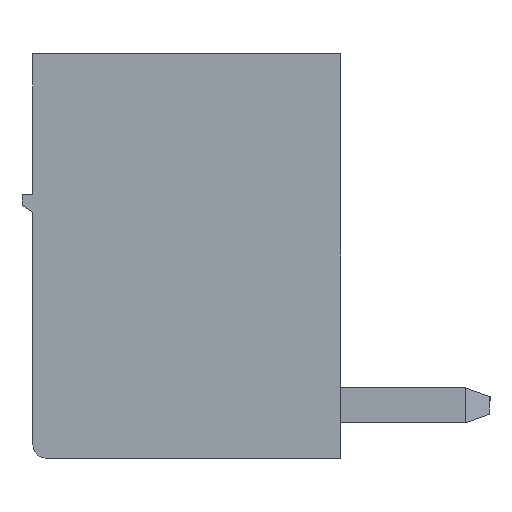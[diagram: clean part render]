
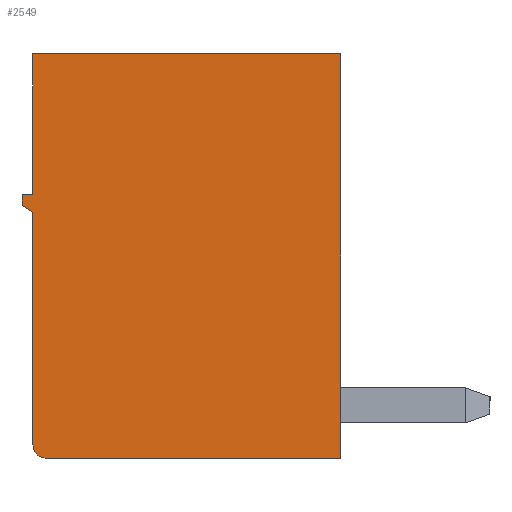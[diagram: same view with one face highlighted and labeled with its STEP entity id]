
A CAD part, left-side view. The second image highlights one B-rep face of the part: STEP entity #2549.
In plain terms, the highlighted planar face has unit normal (-1, 0, 0).
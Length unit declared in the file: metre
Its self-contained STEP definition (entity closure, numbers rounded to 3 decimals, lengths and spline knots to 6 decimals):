
#2549=ADVANCED_FACE('',(#5166),#5167,.T.);
#5166=FACE_OUTER_BOUND('',#7778,.T.);
#5167=PLANE('',#7779);
#7778=EDGE_LOOP('',(#15513,#15514,#15515,#15516,#15517,#15518,#15519,#15520,#15521));
#7779=AXIS2_PLACEMENT_3D('',#15522,#15523,#15524);
#15513=ORIENTED_EDGE('',*,*,#15738,.T.);
#15514=ORIENTED_EDGE('',*,*,#15734,.T.);
#15515=ORIENTED_EDGE('',*,*,#15730,.T.);
#15516=ORIENTED_EDGE('',*,*,#15726,.F.);
#15517=ORIENTED_EDGE('',*,*,#15742,.T.);
#15518=ORIENTED_EDGE('',*,*,#15746,.T.);
#15519=ORIENTED_EDGE('',*,*,#15763,.T.);
#15520=ORIENTED_EDGE('',*,*,#15949,.F.);
#15521=ORIENTED_EDGE('',*,*,#15976,.T.);
#15522=CARTESIAN_POINT('',(-1.087027,0.00436,0.000933));
#15523=DIRECTION('',(-1.0,0.0,0.0));
#15524=DIRECTION('',(0.0,0.0,1.0));
#15726=EDGE_CURVE('',#18858,#18854,#18860,.T.);
#15730=EDGE_CURVE('',#18863,#18854,#18866,.T.);
#15734=EDGE_CURVE('',#18869,#18863,#18872,.T.);
#15738=EDGE_CURVE('',#18875,#18869,#18878,.T.);
#15742=EDGE_CURVE('',#18858,#18882,#18884,.T.);
#15746=EDGE_CURVE('',#18882,#18888,#18890,.T.);
#15763=EDGE_CURVE('',#18888,#18919,#18921,.T.);
#15949=EDGE_CURVE('',#19265,#18919,#19267,.T.);
#15976=EDGE_CURVE('',#19265,#18875,#19308,.T.);
#18854=VERTEX_POINT('',#23435);
#18858=VERTEX_POINT('',#23441);
#18860=LINE('',#23444,#23445);
#18863=VERTEX_POINT('',#23448);
#18866=LINE('',#23453,#23454);
#18869=VERTEX_POINT('',#23457);
#18872=LINE('',#23462,#23463);
#18875=VERTEX_POINT('',#23466);
#18878=LINE('',#23471,#23472);
#18882=VERTEX_POINT('',#23477);
#18884=LINE('',#23480,#23481);
#18888=VERTEX_POINT('',#23485);
#18890=CIRCLE('',#23488,0.0003);
#18919=VERTEX_POINT('',#23531);
#18921=LINE('',#23534,#23535);
#19265=VERTEX_POINT('',#24051);
#19267=LINE('',#24054,#24055);
#19308=LINE('',#24113,#24114);
#23435=CARTESIAN_POINT('',(-1.087027,0.01111,-0.002517));
#23441=CARTESIAN_POINT('',(-1.087027,0.01086,-0.002667));
#23444=CARTESIAN_POINT('',(-1.087027,0.010852,-0.002672));
#23445=VECTOR('',#29783,1.0);
#23448=CARTESIAN_POINT('',(-1.087027,0.01111,-0.002267));
#23453=CARTESIAN_POINT('',(-1.087027,0.01111,-0.002267));
#23454=VECTOR('',#29786,1.0);
#23457=CARTESIAN_POINT('',(-1.087027,0.01086,-0.002267));
#23462=CARTESIAN_POINT('',(-1.087027,0.01061,-0.002267));
#23463=VECTOR('',#29789,1.0);
#23466=CARTESIAN_POINT('',(-1.087027,0.01086,0.000933));
#23471=CARTESIAN_POINT('',(-1.087027,0.01086,0.000933));
#23472=VECTOR('',#29792,1.0);
#23477=CARTESIAN_POINT('',(-1.087027,0.01086,-0.007967));
#23480=CARTESIAN_POINT('',(-1.087027,0.01086,0.000933));
#23481=VECTOR('',#29795,1.0);
#23485=CARTESIAN_POINT('',(-1.087027,0.01056,-0.008267));
#23488=AXIS2_PLACEMENT_3D('',#29800,#29801,#29802);
#23531=CARTESIAN_POINT('',(-1.087027,0.00386,-0.008267));
#23534=CARTESIAN_POINT('',(-1.087027,0.00436,-0.008267));
#23535=VECTOR('',#29818,1.0);
#24051=CARTESIAN_POINT('',(-1.087027,0.00386,0.000933));
#24054=CARTESIAN_POINT('',(-1.087027,0.00386,0.000933));
#24055=VECTOR('',#30025,1.0);
#24113=CARTESIAN_POINT('',(-1.087027,0.00436,0.000933));
#24114=VECTOR('',#30058,1.0);
#29783=DIRECTION('',(0.0,0.857,0.514));
#29786=DIRECTION('',(-0.0,-0.0,-1.0));
#29789=DIRECTION('',(0.0,1.0,-0.0));
#29792=DIRECTION('',(-0.0,-0.0,-1.0));
#29795=DIRECTION('',(-0.0,-0.0,-1.0));
#29800=CARTESIAN_POINT('',(-1.087027,0.01056,-0.007967));
#29801=DIRECTION('',(-1.0,0.0,0.0));
#29802=DIRECTION('',(0.0,0.0,1.0));
#29818=DIRECTION('',(-0.0,-1.0,0.0));
#30025=DIRECTION('',(0.0,0.,-1.0));
#30058=DIRECTION('',(0.0,1.0,-0.0));
